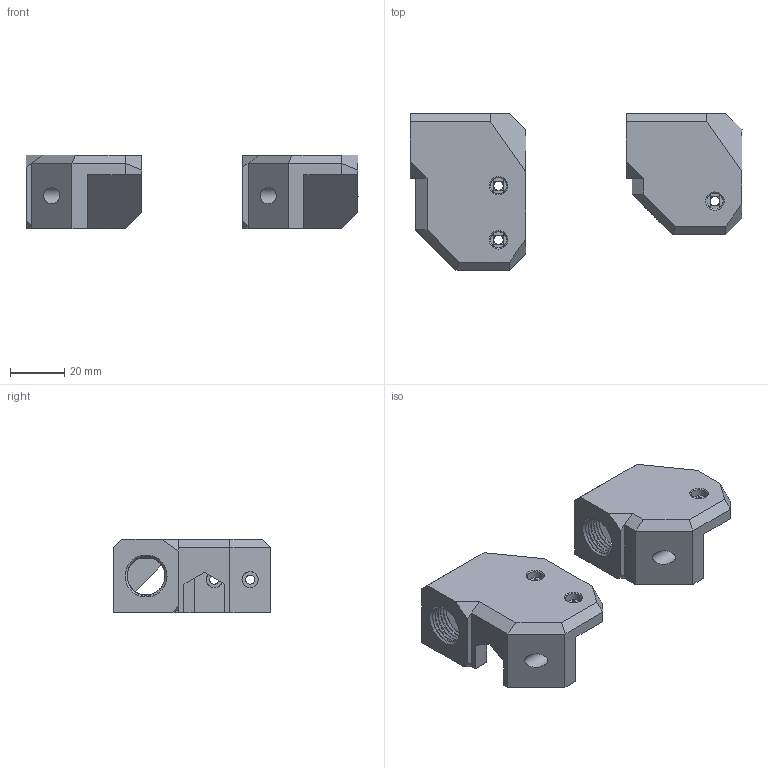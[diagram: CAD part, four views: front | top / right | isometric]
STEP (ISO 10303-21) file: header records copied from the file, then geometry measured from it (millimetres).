
FILE_DESCRIPTION(/* description */ (''),/* implementation_level */ '2;1');
FILE_NAME(/* name */ 'Zumbilical_Bed Frame mount v6.step',/* time_stamp */ '2025-08-31T07:27:04-05:00',/* author */ (''),/* organization */ (''),/* preprocessor_version */ 'ST-DEVELOPER v20.1',/* originating_system */ 'Autodesk Translation Framework v14.10.0.0',/* authorisation */ '');
FILE_SCHEMA (('AUTOMOTIVE_DESIGN { 1 0 10303 214 3 1 1 }'));
Length unit declared in the file: millimetre
Products named in the file (1): Zumbilical_Bed Frame mount
Bounding box: 122.71 x 57.93 x 27.27 mm (x, y, z)
Volume: 47661.6 mm3; surface area: 19094.3 mm2
Topology: 2 solids, 2 shells, 159 faces, 460 edges, 307 vertices
Faces by surface type: plane 116, cylinder 34, cone 5, bspline 4
Full cylindrical faces by diameter (mm): 3.4 x5, 6 x5, 14.01 x8, 15.35 x8
Entity records: 13130 total; most frequent: CARTESIAN_POINT 9025, ORIENTED_EDGE 920, DIRECTION 734, EDGE_CURVE 460, VERTEX_POINT 307, LINE 306, VECTOR 306, AXIS2_PLACEMENT_3D 214
